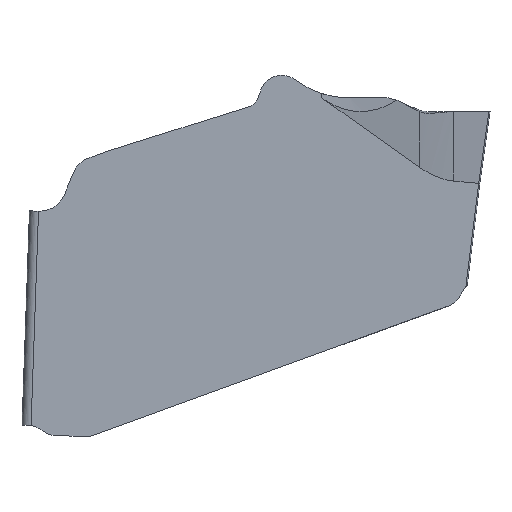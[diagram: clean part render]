
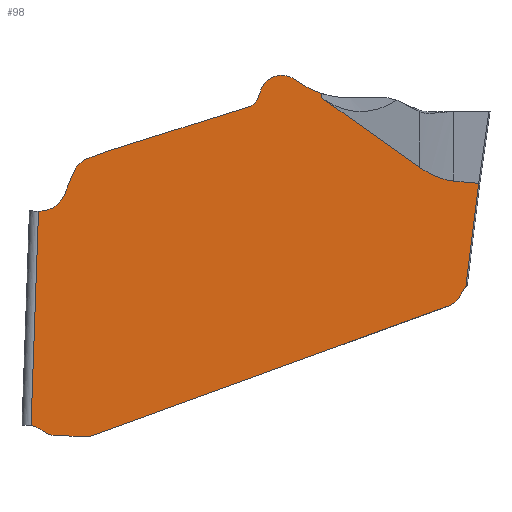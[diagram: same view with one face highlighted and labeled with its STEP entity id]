
A CAD part, left-side view. The second image highlights one B-rep face of the part: STEP entity #98.
In plain terms, the highlighted planar face has unit normal (-1, 0, 0).
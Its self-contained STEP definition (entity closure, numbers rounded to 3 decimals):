
#98=ADVANCED_FACE('',(#191),#164,.T.);
#164=PLANE('',#1845);
#191=FACE_OUTER_BOUND('',#262,.T.);
#262=EDGE_LOOP('',(#373,#374,#375,#376,#377,#378,#379,#380,#381,#382,#383,
#384,#385,#386,#387,#388,#389,#390,#391,#392,#393,#394,#395));
#373=ORIENTED_EDGE('',*,*,#864,.F.);
#374=ORIENTED_EDGE('',*,*,#865,.F.);
#375=ORIENTED_EDGE('',*,*,#866,.F.);
#376=ORIENTED_EDGE('',*,*,#867,.F.);
#377=ORIENTED_EDGE('',*,*,#868,.F.);
#378=ORIENTED_EDGE('',*,*,#869,.T.);
#379=ORIENTED_EDGE('',*,*,#870,.F.);
#380=ORIENTED_EDGE('',*,*,#871,.F.);
#381=ORIENTED_EDGE('',*,*,#872,.T.);
#382=ORIENTED_EDGE('',*,*,#873,.T.);
#383=ORIENTED_EDGE('',*,*,#874,.F.);
#384=ORIENTED_EDGE('',*,*,#875,.T.);
#385=ORIENTED_EDGE('',*,*,#876,.T.);
#386=ORIENTED_EDGE('',*,*,#877,.T.);
#387=ORIENTED_EDGE('',*,*,#878,.T.);
#388=ORIENTED_EDGE('',*,*,#879,.T.);
#389=ORIENTED_EDGE('',*,*,#880,.T.);
#390=ORIENTED_EDGE('',*,*,#881,.F.);
#391=ORIENTED_EDGE('',*,*,#882,.F.);
#392=ORIENTED_EDGE('',*,*,#883,.F.);
#393=ORIENTED_EDGE('',*,*,#844,.F.);
#394=ORIENTED_EDGE('',*,*,#863,.F.);
#395=ORIENTED_EDGE('',*,*,#861,.T.);
#717=VERTEX_POINT('',#2519);
#719=VERTEX_POINT('',#2522);
#732=VERTEX_POINT('',#2574);
#733=VERTEX_POINT('',#2576);
#734=VERTEX_POINT('',#2582);
#735=VERTEX_POINT('',#2584);
#736=VERTEX_POINT('',#2590);
#737=VERTEX_POINT('',#2592);
#738=VERTEX_POINT('',#2594);
#739=VERTEX_POINT('',#2596);
#740=VERTEX_POINT('',#2598);
#741=VERTEX_POINT('',#2600);
#742=VERTEX_POINT('',#2602);
#743=VERTEX_POINT('',#2604);
#744=VERTEX_POINT('',#2606);
#745=VERTEX_POINT('',#2608);
#746=VERTEX_POINT('',#2610);
#747=VERTEX_POINT('',#2612);
#748=VERTEX_POINT('',#2614);
#749=VERTEX_POINT('',#2616);
#750=VERTEX_POINT('',#2618);
#751=VERTEX_POINT('',#2620);
#752=VERTEX_POINT('',#2622);
#844=EDGE_CURVE('',#717,#719,#1125,.T.);
#861=EDGE_CURVE('',#733,#732,#1126,.T.);
#863=EDGE_CURVE('',#733,#717,#1395,.T.);
#864=EDGE_CURVE('',#734,#732,#1396,.T.);
#865=EDGE_CURVE('',#735,#734,#1397,.T.);
#866=EDGE_CURVE('',#736,#735,#1068,.T.);
#867=EDGE_CURVE('',#737,#736,#1398,.T.);
#868=EDGE_CURVE('',#738,#737,#1399,.T.);
#869=EDGE_CURVE('',#738,#739,#1127,.T.);
#870=EDGE_CURVE('',#740,#739,#1128,.T.);
#871=EDGE_CURVE('',#741,#740,#1400,.T.);
#872=EDGE_CURVE('',#741,#742,#1129,.T.);
#873=EDGE_CURVE('',#742,#743,#1401,.T.);
#874=EDGE_CURVE('',#744,#743,#1130,.T.);
#875=EDGE_CURVE('',#744,#745,#1402,.T.);
#876=EDGE_CURVE('',#745,#746,#1131,.T.);
#877=EDGE_CURVE('',#746,#747,#1403,.T.);
#878=EDGE_CURVE('',#747,#748,#1132,.T.);
#879=EDGE_CURVE('',#748,#749,#1404,.T.);
#880=EDGE_CURVE('',#749,#750,#1133,.T.);
#881=EDGE_CURVE('',#751,#750,#1134,.T.);
#882=EDGE_CURVE('',#752,#751,#1405,.T.);
#883=EDGE_CURVE('',#719,#752,#1406,.T.);
#1068=B_SPLINE_CURVE_WITH_KNOTS('',3,(#2585,#2586,#2587,#2588,#2589),
 .UNSPECIFIED.,.F.,.F.,(4,1,4),(0.,0.5,1.),.UNSPECIFIED.);
#1125=CIRCLE('',#1829,0.5);
#1126=CIRCLE('',#1834,0.3);
#1127=CIRCLE('',#1837,2.);
#1128=CIRCLE('',#1838,0.495);
#1129=CIRCLE('',#1839,0.25);
#1130=CIRCLE('',#1840,0.5);
#1131=CIRCLE('',#1841,0.6);
#1132=CIRCLE('',#1842,0.6);
#1133=CIRCLE('',#1843,0.5);
#1134=CIRCLE('',#1844,0.5);
#1395=LINE('',#2579,#1535);
#1396=LINE('',#2581,#1536);
#1397=LINE('',#2583,#1537);
#1398=LINE('',#2591,#1538);
#1399=LINE('',#2593,#1539);
#1400=LINE('',#2599,#1540);
#1401=LINE('',#2603,#1541);
#1402=LINE('',#2607,#1542);
#1403=LINE('',#2611,#1543);
#1404=LINE('',#2615,#1544);
#1405=LINE('',#2621,#1545);
#1406=LINE('',#2623,#1546);
#1535=VECTOR('',#1998,1.);
#1536=VECTOR('',#2001,1.);
#1537=VECTOR('',#2002,1.);
#1538=VECTOR('',#2003,1.);
#1539=VECTOR('',#2004,1.);
#1540=VECTOR('',#2009,1.);
#1541=VECTOR('',#2012,1.);
#1542=VECTOR('',#2015,1.);
#1543=VECTOR('',#2018,1.);
#1544=VECTOR('',#2021,1.);
#1545=VECTOR('',#2026,1.);
#1546=VECTOR('',#2027,1.);
#1829=AXIS2_PLACEMENT_3D('',#2521,#1974,#1975);
#1834=AXIS2_PLACEMENT_3D('',#2575,#1993,#1994);
#1837=AXIS2_PLACEMENT_3D('',#2595,#2005,#2006);
#1838=AXIS2_PLACEMENT_3D('',#2597,#2007,#2008);
#1839=AXIS2_PLACEMENT_3D('',#2601,#2010,#2011);
#1840=AXIS2_PLACEMENT_3D('',#2605,#2013,#2014);
#1841=AXIS2_PLACEMENT_3D('',#2609,#2016,#2017);
#1842=AXIS2_PLACEMENT_3D('',#2613,#2019,#2020);
#1843=AXIS2_PLACEMENT_3D('',#2617,#2022,#2023);
#1844=AXIS2_PLACEMENT_3D('',#2619,#2024,#2025);
#1845=AXIS2_PLACEMENT_3D('',#2624,#2028,#2029);
#1974=DIRECTION('',(1.,0.,0.));
#1975=DIRECTION('',(0.,-0.866,-0.5));
#1993=DIRECTION('',(1.,0.,0.));
#1994=DIRECTION('',(0.,0.866,0.5));
#1998=DIRECTION('',(0.,0.5,-0.866));
#2001=DIRECTION('',(0.,0.123,-0.992));
#2002=DIRECTION('',(0.,-0.996,-0.092));
#2003=DIRECTION('',(0.,-0.815,-0.579));
#2004=DIRECTION('',(0.,0.035,-0.999));
#2005=DIRECTION('',(1.,0.,0.));
#2006=DIRECTION('',(0.,0.305,-0.952));
#2007=DIRECTION('',(1.,0.,0.));
#2008=DIRECTION('',(0.,0.94,0.342));
#2009=DIRECTION('',(0.,-0.342,0.94));
#2010=DIRECTION('',(1.,0.,0.));
#2011=DIRECTION('',(0.,-0.94,-0.342));
#2012=DIRECTION('',(0.,0.954,-0.301));
#2013=DIRECTION('',(1.,0.,0.));
#2014=DIRECTION('',(0.,0.342,0.94));
#2015=DIRECTION('',(0.,0.94,-0.342));
#2016=DIRECTION('',(-1.,0.,0.));
#2017=DIRECTION('',(0.,0.342,0.94));
#2018=DIRECTION('',(0.,0.375,-0.927));
#2019=DIRECTION('',(1.,0.,0.));
#2020=DIRECTION('',(0.,-0.927,-0.375));
#2021=DIRECTION('',(0.,0.035,-0.999));
#2022=DIRECTION('',(1.,0.,0.));
#2023=DIRECTION('',(0.,-0.135,0.991));
#2024=DIRECTION('',(1.,0.,0.));
#2025=DIRECTION('',(0.,0.035,-0.999));
#2026=DIRECTION('',(0.,0.999,0.035));
#2027=DIRECTION('',(0.,0.94,-0.342));
#2028=DIRECTION('',(-1.,0.,0.));
#2029=DIRECTION('',(0.,0.999,0.035));
#2519=CARTESIAN_POINT('',(-1.3,0.559,-4.091));
#2521=CARTESIAN_POINT('',(-1.3,0.992,-3.841));
#2522=CARTESIAN_POINT('',(-1.3,0.821,-4.311));
#2574=CARTESIAN_POINT('',(-1.3,0.425,-3.878));
#2575=CARTESIAN_POINT('',(-1.3,0.211,-4.089));
#2576=CARTESIAN_POINT('',(-1.3,0.471,-3.939));
#2579=CARTESIAN_POINT('',(-1.3,0.471,-3.939));
#2581=CARTESIAN_POINT('',(-1.3,0.141,-1.592));
#2582=CARTESIAN_POINT('',(-1.3,0.141,-1.592));
#2583=CARTESIAN_POINT('',(-1.3,0.693,-1.541));
#2584=CARTESIAN_POINT('',(-1.3,0.693,-1.541));
#2585=CARTESIAN_POINT('',(-1.3,1.448,-1.239));
#2586=CARTESIAN_POINT('',(-1.3,1.333,-1.32));
#2587=CARTESIAN_POINT('',(-1.3,1.095,-1.457));
#2588=CARTESIAN_POINT('',(-1.3,0.833,-1.528));
#2589=CARTESIAN_POINT('',(-1.3,0.693,-1.541));
#2590=CARTESIAN_POINT('',(-1.3,1.448,-1.239));
#2591=CARTESIAN_POINT('',(-1.3,3.613,0.298));
#2592=CARTESIAN_POINT('',(-1.3,3.613,0.298));
#2593=CARTESIAN_POINT('',(-1.3,3.609,0.395));
#2594=CARTESIAN_POINT('',(-1.3,3.609,0.395));
#2595=CARTESIAN_POINT('',(-1.3,3.,2.3));
#2596=CARTESIAN_POINT('',(-1.3,4.201,0.701));
#2597=CARTESIAN_POINT('',(-1.3,4.498,0.305));
#2598=CARTESIAN_POINT('',(-1.3,4.963,0.474));
#2599=CARTESIAN_POINT('',(-1.3,5.039,0.267));
#2600=CARTESIAN_POINT('',(-1.3,5.039,0.267));
#2601=CARTESIAN_POINT('',(-1.3,5.273,0.353));
#2602=CARTESIAN_POINT('',(-1.3,5.198,0.114));
#2603=CARTESIAN_POINT('',(-1.3,5.198,0.114));
#2604=CARTESIAN_POINT('',(-1.3,8.35,-0.879));
#2605=CARTESIAN_POINT('',(-1.3,8.2,-1.356));
#2606=CARTESIAN_POINT('',(-1.3,8.371,-0.886));
#2607=CARTESIAN_POINT('',(-1.3,8.371,-0.886));
#2608=CARTESIAN_POINT('',(-1.3,8.768,-1.031));
#2609=CARTESIAN_POINT('',(-1.3,8.563,-1.595));
#2610=CARTESIAN_POINT('',(-1.3,9.119,-1.37));
#2611=CARTESIAN_POINT('',(-1.3,9.119,-1.37));
#2612=CARTESIAN_POINT('',(-1.3,9.306,-1.832));
#2613=CARTESIAN_POINT('',(-1.3,9.862,-1.608));
#2614=CARTESIAN_POINT('',(-1.3,9.883,-2.207));
#2615=CARTESIAN_POINT('',(-1.3,9.883,-2.207));
#2616=CARTESIAN_POINT('',(-1.3,10.049,-6.956));
#2617=CARTESIAN_POINT('',(-1.3,10.116,-7.451));
#2618=CARTESIAN_POINT('',(-1.3,9.802,-7.062));
#2619=CARTESIAN_POINT('',(-1.3,9.489,-6.673));
#2620=CARTESIAN_POINT('',(-1.3,9.506,-7.173));
#2621=CARTESIAN_POINT('',(-1.3,8.756,-7.199));
#2622=CARTESIAN_POINT('',(-1.3,8.756,-7.199));
#2623=CARTESIAN_POINT('',(-1.3,0.821,-4.311));
#2624=CARTESIAN_POINT('',(-1.3,9.772,0.971));
